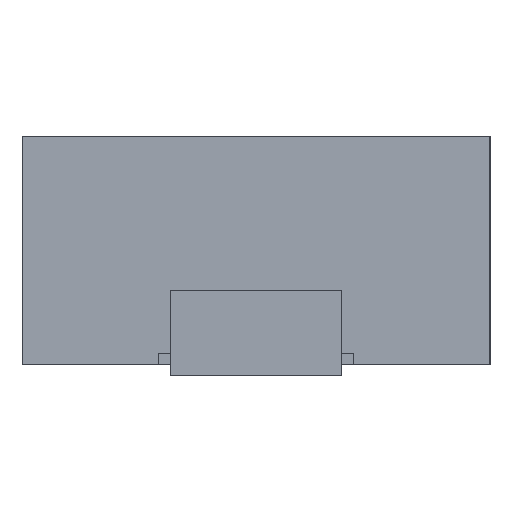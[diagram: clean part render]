
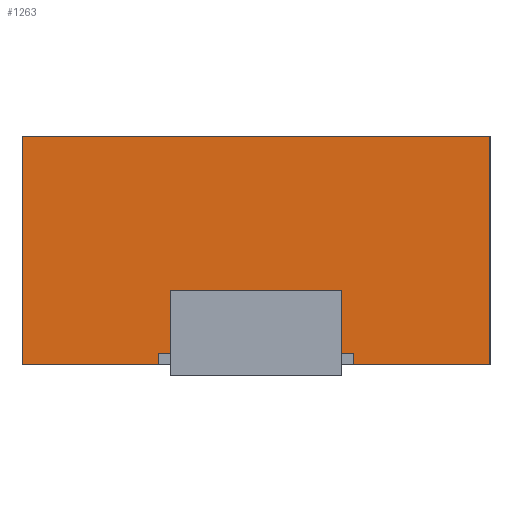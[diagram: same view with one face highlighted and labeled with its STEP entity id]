
A CAD part, left-side view. The second image highlights one B-rep face of the part: STEP entity #1263.
In plain terms, the highlighted planar face has unit normal (-1, 0, 0).
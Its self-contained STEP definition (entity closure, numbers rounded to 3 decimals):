
#711 = EDGE_CURVE('',#712,#714,#716,.T.);
#712 = VERTEX_POINT('',#713);
#713 = CARTESIAN_POINT('',(-2.15,2.05,2.1));
#714 = VERTEX_POINT('',#715);
#715 = CARTESIAN_POINT('',(-2.15,-2.05,2.1));
#716 = LINE('',#717,#718);
#717 = CARTESIAN_POINT('',(-2.15,2.05,2.1));
#718 = VECTOR('',#719,1.);
#719 = DIRECTION('',(0.,-1.,0.));
#1263 = ADVANCED_FACE('',(#1264),#1321,.F.);
#1264 = FACE_BOUND('',#1265,.T.);
#1265 = EDGE_LOOP('',(#1266,#1276,#1284,#1292,#1298,#1299,#1307,#1315));
#1266 = ORIENTED_EDGE('',*,*,#1267,.F.);
#1267 = EDGE_CURVE('',#1268,#1270,#1272,.T.);
#1268 = VERTEX_POINT('',#1269);
#1269 = CARTESIAN_POINT('',(-2.15,-0.85,0.2));
#1270 = VERTEX_POINT('',#1271);
#1271 = CARTESIAN_POINT('',(-2.15,0.85,0.2));
#1272 = LINE('',#1273,#1274);
#1273 = CARTESIAN_POINT('',(-2.15,0.85,0.2));
#1274 = VECTOR('',#1275,1.);
#1275 = DIRECTION('',(0.,1.,0.));
#1276 = ORIENTED_EDGE('',*,*,#1277,.T.);
#1277 = EDGE_CURVE('',#1268,#1278,#1280,.T.);
#1278 = VERTEX_POINT('',#1279);
#1279 = CARTESIAN_POINT('',(-2.15,-0.85,0.1));
#1280 = LINE('',#1281,#1282);
#1281 = CARTESIAN_POINT('',(-2.15,-0.85,0.2));
#1282 = VECTOR('',#1283,1.);
#1283 = DIRECTION('',(0.,0.,-1.));
#1284 = ORIENTED_EDGE('',*,*,#1285,.T.);
#1285 = EDGE_CURVE('',#1278,#1286,#1288,.T.);
#1286 = VERTEX_POINT('',#1287);
#1287 = CARTESIAN_POINT('',(-2.15,-2.05,0.1));
#1288 = LINE('',#1289,#1290);
#1289 = CARTESIAN_POINT('',(-2.15,2.05,0.1));
#1290 = VECTOR('',#1291,1.);
#1291 = DIRECTION('',(0.,-1.,0.));
#1292 = ORIENTED_EDGE('',*,*,#1293,.F.);
#1293 = EDGE_CURVE('',#714,#1286,#1294,.T.);
#1294 = LINE('',#1295,#1296);
#1295 = CARTESIAN_POINT('',(-2.15,-2.05,2.1));
#1296 = VECTOR('',#1297,1.);
#1297 = DIRECTION('',(0.,0.,-1.));
#1298 = ORIENTED_EDGE('',*,*,#711,.F.);
#1299 = ORIENTED_EDGE('',*,*,#1300,.T.);
#1300 = EDGE_CURVE('',#712,#1301,#1303,.T.);
#1301 = VERTEX_POINT('',#1302);
#1302 = CARTESIAN_POINT('',(-2.15,2.05,0.1));
#1303 = LINE('',#1304,#1305);
#1304 = CARTESIAN_POINT('',(-2.15,2.05,2.1));
#1305 = VECTOR('',#1306,1.);
#1306 = DIRECTION('',(0.,0.,-1.));
#1307 = ORIENTED_EDGE('',*,*,#1308,.T.);
#1308 = EDGE_CURVE('',#1301,#1309,#1311,.T.);
#1309 = VERTEX_POINT('',#1310);
#1310 = CARTESIAN_POINT('',(-2.15,0.85,0.1));
#1311 = LINE('',#1312,#1313);
#1312 = CARTESIAN_POINT('',(-2.15,2.05,0.1));
#1313 = VECTOR('',#1314,1.);
#1314 = DIRECTION('',(0.,-1.,0.));
#1315 = ORIENTED_EDGE('',*,*,#1316,.F.);
#1316 = EDGE_CURVE('',#1270,#1309,#1317,.T.);
#1317 = LINE('',#1318,#1319);
#1318 = CARTESIAN_POINT('',(-2.15,0.85,0.2));
#1319 = VECTOR('',#1320,1.);
#1320 = DIRECTION('',(0.,0.,-1.));
#1321 = PLANE('',#1322);
#1322 = AXIS2_PLACEMENT_3D('',#1323,#1324,#1325);
#1323 = CARTESIAN_POINT('',(-2.15,2.05,2.1));
#1324 = DIRECTION('',(1.,0.,0.));
#1325 = DIRECTION('',(0.,1.,0.));
